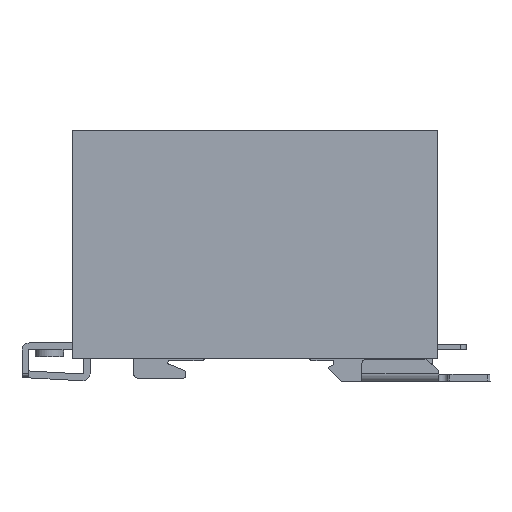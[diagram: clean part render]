
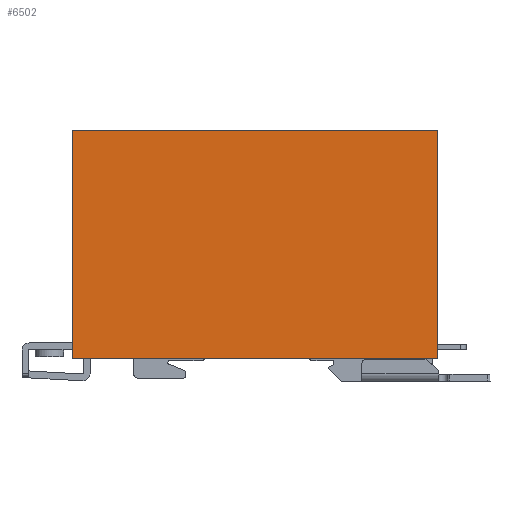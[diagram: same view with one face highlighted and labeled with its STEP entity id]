
A CAD part, left-side view. The second image highlights one B-rep face of the part: STEP entity #6502.
In plain terms, the highlighted planar face has unit normal (-1, 0, 0).
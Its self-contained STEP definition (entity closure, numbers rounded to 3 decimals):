
#6446=CARTESIAN_POINT('',(-22.5,-40.,-50.));
#6447=VERTEX_POINT('',#6446);
#6454=CARTESIAN_POINT('',(-22.5,40.,-50.));
#6455=VERTEX_POINT('',#6454);
#6456=CARTESIAN_POINT('',(-22.5,40.,-50.));
#6457=DIRECTION('',(0.0,-1.0,0.0));
#6458=VECTOR('',#6457,80.);
#6459=LINE('',#6456,#6458);
#6460=EDGE_CURVE('',#6455,#6447,#6459,.T.);
#6472=CARTESIAN_POINT('',(-22.5,40.,-50.));
#6473=DIRECTION('',(-1.0,0.0,0.0));
#6474=DIRECTION('',(0.0,-1.0,0.0));
#6475=AXIS2_PLACEMENT_3D('',#6472,#6473,#6474);
#6476=PLANE('',#6475);
#6477=CARTESIAN_POINT('',(-22.5,-40.0,0.));
#6478=VERTEX_POINT('',#6477);
#6479=CARTESIAN_POINT('',(-22.5,-40.,-50.));
#6480=DIRECTION('',(0.0,0.0,1.0));
#6481=VECTOR('',#6480,50.);
#6482=LINE('',#6479,#6481);
#6483=EDGE_CURVE('',#6447,#6478,#6482,.T.);
#6484=ORIENTED_EDGE('',*,*,#6483,.T.);
#6485=CARTESIAN_POINT('',(-22.5,40.0,0.));
#6486=VERTEX_POINT('',#6485);
#6487=CARTESIAN_POINT('',(-22.5,40.0,0.));
#6488=DIRECTION('',(0.0,-1.0,0.0));
#6489=VECTOR('',#6488,80.0);
#6490=LINE('',#6487,#6489);
#6491=EDGE_CURVE('',#6486,#6478,#6490,.T.);
#6492=ORIENTED_EDGE('',*,*,#6491,.F.);
#6493=CARTESIAN_POINT('',(-22.5,40.0,0.));
#6494=DIRECTION('',(0.0,0.0,-1.0));
#6495=VECTOR('',#6494,50.);
#6496=LINE('',#6493,#6495);
#6497=EDGE_CURVE('',#6486,#6455,#6496,.T.);
#6498=ORIENTED_EDGE('',*,*,#6497,.T.);
#6499=ORIENTED_EDGE('',*,*,#6460,.T.);
#6500=EDGE_LOOP('',(#6484,#6492,#6498,#6499));
#6501=FACE_OUTER_BOUND('',#6500,.T.);
#6502=ADVANCED_FACE('',(#6501),#6476,.T.);
